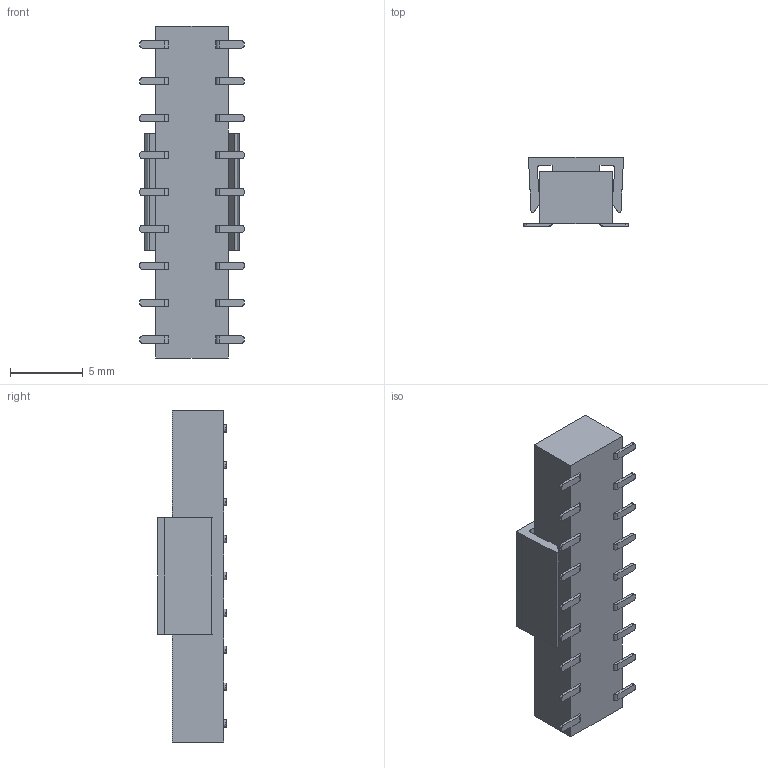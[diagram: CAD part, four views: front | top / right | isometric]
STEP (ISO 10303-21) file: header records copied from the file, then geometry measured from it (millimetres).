
FILE_DESCRIPTION( ('This file contains a STEP AP42 implementation' ,'as created by ZW3D STEP Interface translator.') ,'2;1' );
FILE_NAME( '2135-2XXMXXCUNX1.stp' ,'23 420.101348', (''), ('ZWCAD Software Co.'), 'Version 1.0', 'ZW3D to STEP translator', '' );
FILE_SCHEMA(('AUTOMOTIVE_DESIGN { 1 0 10303 214 1 1 1 1 }'));
Length unit declared in the file: millimetre
Products named in the file (2): 0; 2135-209mxxcunx1
Bounding box: 7.2 x 4.75 x 22.86 mm (x, y, z)
Volume: 405.2 mm3; surface area: 1159.3 mm2
Topology: 1 solids, 1 shells, 1293 faces, 3630 edges, 2368 vertices
Faces by surface type: plane 837, cylinder 456
Entity records: 45605 total; most frequent: CARTESIAN_POINT 12010, ORIENTED_EDGE 7260, DIRECTION 5858, EDGE_CURVE 3630, VECTOR 2502, LINE 2502, VERTEX_POINT 2368, AXIS2_PLACEMENT_3D 1678
